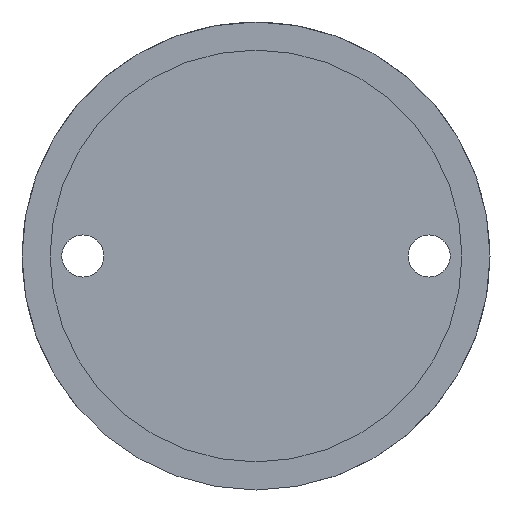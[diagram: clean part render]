
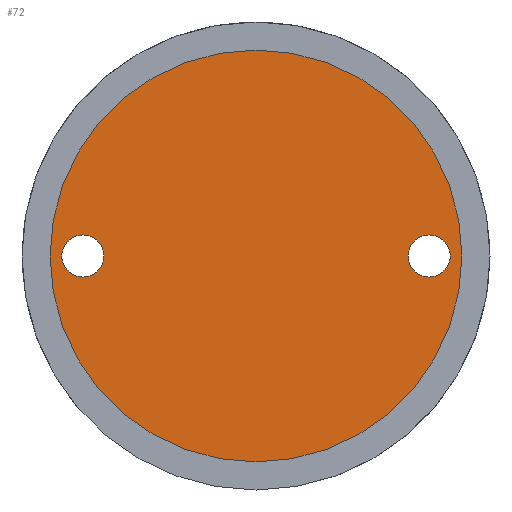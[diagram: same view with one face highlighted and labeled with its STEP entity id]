
A CAD part, front view. The second image highlights one B-rep face of the part: STEP entity #72.
In plain terms, the highlighted planar face has unit normal (0, -1, 0).
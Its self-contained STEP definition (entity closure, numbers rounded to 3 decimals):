
#72 = ADVANCED_FACE( '', ( #154, #155, #156 ), #157, .F. );
#154 = FACE_BOUND( '', #243, .T. );
#155 = FACE_BOUND( '', #244, .T. );
#156 = FACE_OUTER_BOUND( '', #245, .T. );
#157 = PLANE( '', #246 );
#243 = EDGE_LOOP( '', ( #406 ) );
#244 = EDGE_LOOP( '', ( #407 ) );
#245 = EDGE_LOOP( '', ( #408 ) );
#246 = AXIS2_PLACEMENT_3D( '', #409, #410, #411 );
#406 = ORIENTED_EDGE( '', *, *, #505, .F. );
#407 = ORIENTED_EDGE( '', *, *, #517, .F. );
#408 = ORIENTED_EDGE( '', *, *, #498, .T. );
#409 = CARTESIAN_POINT( '', ( 44., -2., 0. ) );
#410 = DIRECTION( '', ( 0., 1., 0. ) );
#411 = DIRECTION( '', ( 0., 0., 1. ) );
#498 = EDGE_CURVE( '', #575, #575, #576, .T. );
#505 = EDGE_CURVE( '', #585, #585, #586, .F. );
#517 = EDGE_CURVE( '', #602, #602, #603, .F. );
#575 = VERTEX_POINT( '', #726 );
#576 = CIRCLE( '', #727, 44. );
#585 = VERTEX_POINT( '', #744 );
#586 = CIRCLE( '', #745, 4.5 );
#602 = VERTEX_POINT( '', #789 );
#603 = CIRCLE( '', #790, 4.5 );
#726 = CARTESIAN_POINT( '', ( 0., -2., -44. ) );
#727 = AXIS2_PLACEMENT_3D( '', #848, #849, #850 );
#744 = CARTESIAN_POINT( '', ( 37., -2., 4.5 ) );
#745 = AXIS2_PLACEMENT_3D( '', #855, #856, #857 );
#789 = CARTESIAN_POINT( '', ( -37., -2., 4.5 ) );
#790 = AXIS2_PLACEMENT_3D( '', #869, #870, #871 );
#848 = CARTESIAN_POINT( '', ( 0., -2., 0. ) );
#849 = DIRECTION( '', ( 0., -1., 0. ) );
#850 = DIRECTION( '', ( 0., 0., -1. ) );
#855 = CARTESIAN_POINT( '', ( 37., -2., 0. ) );
#856 = DIRECTION( '', ( 0., 1., 0. ) );
#857 = DIRECTION( '', ( 0., 0., 1. ) );
#869 = CARTESIAN_POINT( '', ( -37., -2., 0. ) );
#870 = DIRECTION( '', ( 0., 1., 0. ) );
#871 = DIRECTION( '', ( 0., 0., 1. ) );
